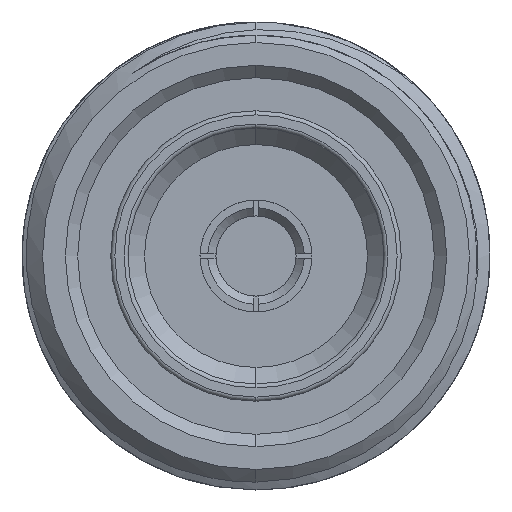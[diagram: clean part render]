
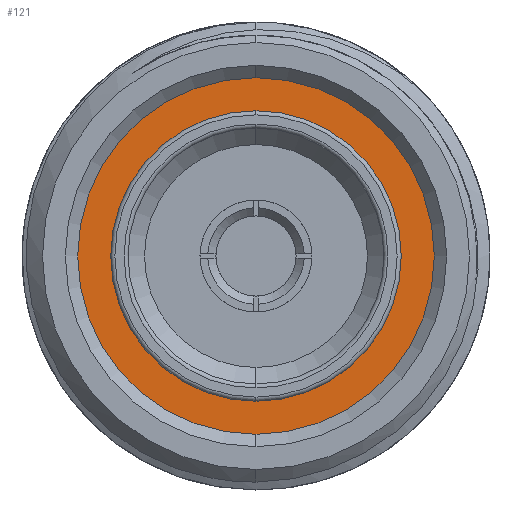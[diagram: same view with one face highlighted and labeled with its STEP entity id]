
A CAD part, left-side view. The second image highlights one B-rep face of the part: STEP entity #121.
In plain terms, the highlighted planar face has unit normal (-1, 0, 0).
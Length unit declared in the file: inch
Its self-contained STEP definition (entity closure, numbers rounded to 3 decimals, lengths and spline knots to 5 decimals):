
#85 = VERTEX_POINT ( 'NONE', #3194 ) ;
#121 = ADVANCED_FACE ( 'NONE', ( #1470, #5734 ), #1528, .T. ) ;
#321 = DIRECTION ( 'NONE',  ( 0., 0., 1. ) ) ;
#506 = CIRCLE ( 'NONE', #4201, 0.43504 ) ;
#520 = DIRECTION ( 'NONE',  ( 0., 0., 1. ) ) ;
#614 = AXIS2_PLACEMENT_3D ( 'NONE', #839, #2678, #321 ) ;
#744 = DIRECTION ( 'NONE',  ( -1., 0., 0. ) ) ;
#839 = CARTESIAN_POINT ( 'NONE',  ( 0.3189, 0., 0. ) ) ;
#895 = CIRCLE ( 'NONE', #2724, 0.43504 ) ;
#977 = AXIS2_PLACEMENT_3D ( 'NONE', #3800, #2433, #2374 ) ;
#994 = ORIENTED_EDGE ( 'NONE', *, *, #5784, .T. ) ;
#1083 = EDGE_LOOP ( 'NONE', ( #5327, #994 ) ) ;
#1213 = VERTEX_POINT ( 'NONE', #3138 ) ;
#1221 = DIRECTION ( 'NONE',  ( 0., 0., 1. ) ) ;
#1237 = ORIENTED_EDGE ( 'NONE', *, *, #4470, .F. ) ;
#1247 = EDGE_CURVE ( 'NONE', #4116, #85, #895, .T. ) ;
#1470 = FACE_OUTER_BOUND ( 'NONE', #1083, .T. ) ;
#1528 = PLANE ( 'NONE',  #977 ) ;
#1614 = CARTESIAN_POINT ( 'NONE',  ( 0.3189, 0., 0. ) ) ;
#2195 = DIRECTION ( 'NONE',  ( -1., 0., 0. ) ) ;
#2374 = DIRECTION ( 'NONE',  ( 0., 0., 1. ) ) ;
#2433 = DIRECTION ( 'NONE',  ( -1., 0., 0. ) ) ;
#2678 = DIRECTION ( 'NONE',  ( -1., 0., 0. ) ) ;
#2724 = AXIS2_PLACEMENT_3D ( 'NONE', #4566, #2195, #520 ) ;
#2840 = AXIS2_PLACEMENT_3D ( 'NONE', #4932, #744, #4044 ) ;
#3138 = CARTESIAN_POINT ( 'NONE',  ( 0.3189, 0., -0.35433 ) ) ;
#3194 = CARTESIAN_POINT ( 'NONE',  ( 0.3189, 0., -0.43504 ) ) ;
#3229 = VERTEX_POINT ( 'NONE', #3647 ) ;
#3233 = CIRCLE ( 'NONE', #614, 0.35433 ) ;
#3294 = ORIENTED_EDGE ( 'NONE', *, *, #4835, .F. ) ;
#3647 = CARTESIAN_POINT ( 'NONE',  ( 0.3189, 0., 0.35433 ) ) ;
#3714 = CIRCLE ( 'NONE', #2840, 0.35433 ) ;
#3800 = CARTESIAN_POINT ( 'NONE',  ( 0.3189, 0., 0. ) ) ;
#4044 = DIRECTION ( 'NONE',  ( 0., 0., 1. ) ) ;
#4090 = CARTESIAN_POINT ( 'NONE',  ( 0.3189, 0., 0.43504 ) ) ;
#4116 = VERTEX_POINT ( 'NONE', #4090 ) ;
#4201 = AXIS2_PLACEMENT_3D ( 'NONE', #1614, #5397, #1221 ) ;
#4470 = EDGE_CURVE ( 'NONE', #3229, #1213, #3714, .T. ) ;
#4566 = CARTESIAN_POINT ( 'NONE',  ( 0.3189, 0., 0. ) ) ;
#4835 = EDGE_CURVE ( 'NONE', #1213, #3229, #3233, .T. ) ;
#4932 = CARTESIAN_POINT ( 'NONE',  ( 0.3189, 0., 0. ) ) ;
#5327 = ORIENTED_EDGE ( 'NONE', *, *, #1247, .T. ) ;
#5397 = DIRECTION ( 'NONE',  ( -1., 0., 0. ) ) ;
#5734 = FACE_BOUND ( 'NONE', #5840, .T. ) ;
#5784 = EDGE_CURVE ( 'NONE', #85, #4116, #506, .T. ) ;
#5840 = EDGE_LOOP ( 'NONE', ( #3294, #1237 ) ) ;
